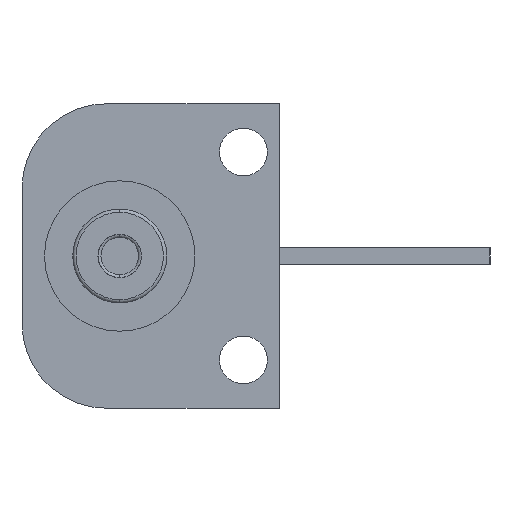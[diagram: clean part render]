
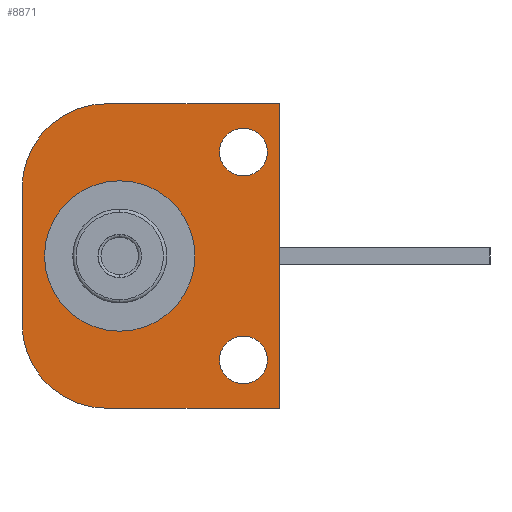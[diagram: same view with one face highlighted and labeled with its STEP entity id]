
A CAD part, left-side view. The second image highlights one B-rep face of the part: STEP entity #8871.
In plain terms, the highlighted planar face has unit normal (-1, 0, 0).
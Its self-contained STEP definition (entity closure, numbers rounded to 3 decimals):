
#44 = ORIENTED_EDGE ( 'NONE', *, *, #5913, .T. ) ;
#160 = DIRECTION ( 'NONE',  ( 0., 0., 1. ) ) ;
#500 = CIRCLE ( 'NONE', #10118, 1.27 ) ;
#559 = CARTESIAN_POINT ( 'NONE',  ( -53.9, 0., 8.1 ) ) ;
#590 = CARTESIAN_POINT ( 'NONE',  ( -53.9, 13.7, 0. ) ) ;
#838 = DIRECTION ( 'NONE',  ( -1., 0., 0. ) ) ;
#896 = DIRECTION ( 'NONE',  ( 0., 0., 1. ) ) ;
#1066 = AXIS2_PLACEMENT_3D ( 'NONE', #7595, #6649, #9269 ) ;
#1158 = CIRCLE ( 'NONE', #1066, 4. ) ;
#1283 = CIRCLE ( 'NONE', #4282, 4.5 ) ;
#1343 = AXIS2_PLACEMENT_3D ( 'NONE', #7803, #11575, #1501 ) ;
#1419 = CARTESIAN_POINT ( 'NONE',  ( -53.9, 0.65, 8.1 ) ) ;
#1427 = CARTESIAN_POINT ( 'NONE',  ( -53.9, 1.92, -6.8 ) ) ;
#1501 = DIRECTION ( 'NONE',  ( 0., 0., 1. ) ) ;
#1570 = VERTEX_POINT ( 'NONE', #1427 ) ;
#1933 = ORIENTED_EDGE ( 'NONE', *, *, #6820, .F. ) ;
#1994 = DIRECTION ( 'NONE',  ( -1., 0., 0. ) ) ;
#2209 = DIRECTION ( 'NONE',  ( 0., -1., 0. ) ) ;
#2318 = EDGE_CURVE ( 'NONE', #6897, #3091, #500, .T. ) ;
#2332 = DIRECTION ( 'NONE',  ( 0., 0., -1. ) ) ;
#2377 = AXIS2_PLACEMENT_3D ( 'NONE', #11073, #1994, #9150 ) ;
#2408 = CARTESIAN_POINT ( 'NONE',  ( -53.9, 9.2, -8.1 ) ) ;
#2561 = CIRCLE ( 'NONE', #5896, 1.27 ) ;
#2624 = DIRECTION ( 'NONE',  ( 0., 0., 1. ) ) ;
#2759 = EDGE_CURVE ( 'NONE', #5828, #6418, #10381, .T. ) ;
#2814 = DIRECTION ( 'NONE',  ( 0., -1., 0. ) ) ;
#3000 = EDGE_CURVE ( 'NONE', #6708, #11760, #6298, .T. ) ;
#3091 = VERTEX_POINT ( 'NONE', #5682 ) ;
#3231 = DIRECTION ( 'NONE',  ( -1., 0., 0. ) ) ;
#3351 = CARTESIAN_POINT ( 'NONE',  ( -53.9, 0.65, 0. ) ) ;
#3390 = VERTEX_POINT ( 'NONE', #10540 ) ;
#3420 = FACE_BOUND ( 'NONE', #9040, .T. ) ;
#3551 = LINE ( 'NONE', #590, #5823 ) ;
#3555 = DIRECTION ( 'NONE',  ( 1., 0., 0. ) ) ;
#3668 = CARTESIAN_POINT ( 'NONE',  ( -53.9, 8.5, 0. ) ) ;
#4272 = CARTESIAN_POINT ( 'NONE',  ( -53.9, 13.7, 3.6 ) ) ;
#4282 = AXIS2_PLACEMENT_3D ( 'NONE', #5372, #8085, #8194 ) ;
#4310 = DIRECTION ( 'NONE',  ( 0., 0., 1. ) ) ;
#4322 = EDGE_CURVE ( 'NONE', #7003, #11760, #7822, .T. ) ;
#4410 = FACE_BOUND ( 'NONE', #5033, .T. ) ;
#4601 = CARTESIAN_POINT ( 'NONE',  ( -53.9, 9.2, 8.1 ) ) ;
#5033 = EDGE_LOOP ( 'NONE', ( #1933, #7418 ) ) ;
#5125 = FACE_BOUND ( 'NONE', #6829, .T. ) ;
#5372 = CARTESIAN_POINT ( 'NONE',  ( -53.9, 9.2, -3.6 ) ) ;
#5448 = ORIENTED_EDGE ( 'NONE', *, *, #10158, .F. ) ;
#5537 = LINE ( 'NONE', #1419, #5947 ) ;
#5550 = EDGE_CURVE ( 'NONE', #9229, #3390, #1158, .T. ) ;
#5640 = CARTESIAN_POINT ( 'NONE',  ( -53.9, 1.92, -5.53 ) ) ;
#5682 = CARTESIAN_POINT ( 'NONE',  ( -53.9, 1.92, 6.8 ) ) ;
#5709 = VECTOR ( 'NONE', #2332, 1000. ) ;
#5768 = EDGE_LOOP ( 'NONE', ( #6680, #44, #7580, #9118, #10905, #7918 ) ) ;
#5823 = VECTOR ( 'NONE', #11534, 1000. ) ;
#5828 = VERTEX_POINT ( 'NONE', #4601 ) ;
#5845 = CIRCLE ( 'NONE', #10164, 4. ) ;
#5896 = AXIS2_PLACEMENT_3D ( 'NONE', #5640, #8360, #160 ) ;
#5913 = EDGE_CURVE ( 'NONE', #10554, #6708, #1283, .T. ) ;
#5947 = VECTOR ( 'NONE', #2209, 1000. ) ;
#5959 = FACE_OUTER_BOUND ( 'NONE', #5768, .T. ) ;
#6092 = DIRECTION ( 'NONE',  ( -1., 0., 0. ) ) ;
#6101 = VERTEX_POINT ( 'NONE', #7760 ) ;
#6180 = DIRECTION ( 'NONE',  ( 0., 0., 1. ) ) ;
#6231 = CARTESIAN_POINT ( 'NONE',  ( -53.9, 1.92, 5.53 ) ) ;
#6298 = LINE ( 'NONE', #6905, #9693 ) ;
#6372 = CIRCLE ( 'NONE', #6420, 1.27 ) ;
#6418 = VERTEX_POINT ( 'NONE', #4272 ) ;
#6420 = AXIS2_PLACEMENT_3D ( 'NONE', #7993, #6092, #6180 ) ;
#6421 = ORIENTED_EDGE ( 'NONE', *, *, #7884, .T. ) ;
#6649 = DIRECTION ( 'NONE',  ( 1., 0., 0. ) ) ;
#6680 = ORIENTED_EDGE ( 'NONE', *, *, #9558, .T. ) ;
#6708 = VERTEX_POINT ( 'NONE', #2408 ) ;
#6727 = AXIS2_PLACEMENT_3D ( 'NONE', #3351, #3231, #4310 ) ;
#6820 = EDGE_CURVE ( 'NONE', #6101, #1570, #10896, .T. ) ;
#6829 = EDGE_LOOP ( 'NONE', ( #6421, #8802 ) ) ;
#6866 = CARTESIAN_POINT ( 'NONE',  ( -53.9, 13.7, -3.6 ) ) ;
#6897 = VERTEX_POINT ( 'NONE', #7309 ) ;
#6905 = CARTESIAN_POINT ( 'NONE',  ( -53.9, 0.65, -8.1 ) ) ;
#7003 = VERTEX_POINT ( 'NONE', #559 ) ;
#7290 = CARTESIAN_POINT ( 'NONE',  ( -53.9, 8.5, -4. ) ) ;
#7309 = CARTESIAN_POINT ( 'NONE',  ( -53.9, 1.92, 4.26 ) ) ;
#7418 = ORIENTED_EDGE ( 'NONE', *, *, #9283, .F. ) ;
#7580 = ORIENTED_EDGE ( 'NONE', *, *, #3000, .T. ) ;
#7595 = CARTESIAN_POINT ( 'NONE',  ( -53.9, 8.5, 0. ) ) ;
#7708 = CARTESIAN_POINT ( 'NONE',  ( -53.9, 0., -8.1 ) ) ;
#7760 = CARTESIAN_POINT ( 'NONE',  ( -53.9, 1.92, -4.26 ) ) ;
#7778 = PLANE ( 'NONE',  #6727 ) ;
#7803 = CARTESIAN_POINT ( 'NONE',  ( -53.9, 9.2, 3.6 ) ) ;
#7822 = LINE ( 'NONE', #8639, #5709 ) ;
#7884 = EDGE_CURVE ( 'NONE', #3390, #9229, #5845, .T. ) ;
#7918 = ORIENTED_EDGE ( 'NONE', *, *, #2759, .T. ) ;
#7993 = CARTESIAN_POINT ( 'NONE',  ( -53.9, 1.92, 5.53 ) ) ;
#8085 = DIRECTION ( 'NONE',  ( -1., 0., 0. ) ) ;
#8194 = DIRECTION ( 'NONE',  ( 0., 0., 1. ) ) ;
#8360 = DIRECTION ( 'NONE',  ( -1., 0., 0. ) ) ;
#8639 = CARTESIAN_POINT ( 'NONE',  ( -53.9, 0., 0. ) ) ;
#8802 = ORIENTED_EDGE ( 'NONE', *, *, #5550, .T. ) ;
#8871 = ADVANCED_FACE ( 'NONE', ( #5959, #3420, #4410, #5125 ), #7778, .T. ) ;
#8956 = ORIENTED_EDGE ( 'NONE', *, *, #2318, .F. ) ;
#9040 = EDGE_LOOP ( 'NONE', ( #5448, #8956 ) ) ;
#9118 = ORIENTED_EDGE ( 'NONE', *, *, #4322, .F. ) ;
#9150 = DIRECTION ( 'NONE',  ( 0., 0., 1. ) ) ;
#9229 = VERTEX_POINT ( 'NONE', #7290 ) ;
#9269 = DIRECTION ( 'NONE',  ( 0., 0., 1. ) ) ;
#9283 = EDGE_CURVE ( 'NONE', #1570, #6101, #2561, .T. ) ;
#9445 = EDGE_CURVE ( 'NONE', #5828, #7003, #5537, .T. ) ;
#9558 = EDGE_CURVE ( 'NONE', #6418, #10554, #3551, .T. ) ;
#9693 = VECTOR ( 'NONE', #2814, 1000. ) ;
#10118 = AXIS2_PLACEMENT_3D ( 'NONE', #6231, #838, #2624 ) ;
#10158 = EDGE_CURVE ( 'NONE', #3091, #6897, #6372, .T. ) ;
#10164 = AXIS2_PLACEMENT_3D ( 'NONE', #3668, #3555, #896 ) ;
#10381 = CIRCLE ( 'NONE', #1343, 4.5 ) ;
#10540 = CARTESIAN_POINT ( 'NONE',  ( -53.9, 8.5, 4. ) ) ;
#10554 = VERTEX_POINT ( 'NONE', #6866 ) ;
#10896 = CIRCLE ( 'NONE', #2377, 1.27 ) ;
#10905 = ORIENTED_EDGE ( 'NONE', *, *, #9445, .F. ) ;
#11073 = CARTESIAN_POINT ( 'NONE',  ( -53.9, 1.92, -5.53 ) ) ;
#11534 = DIRECTION ( 'NONE',  ( 0., 0., -1. ) ) ;
#11575 = DIRECTION ( 'NONE',  ( -1., 0., 0. ) ) ;
#11760 = VERTEX_POINT ( 'NONE', #7708 ) ;
